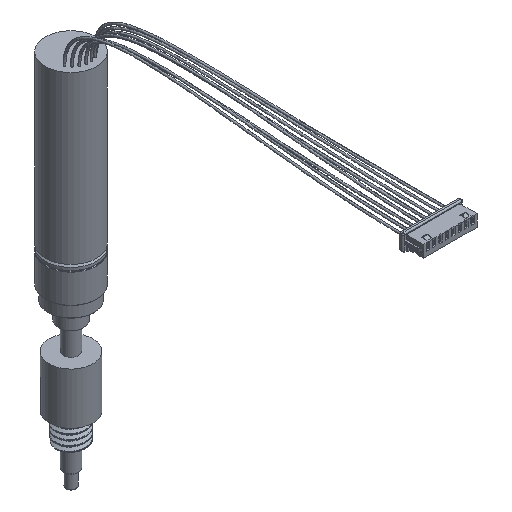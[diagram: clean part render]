
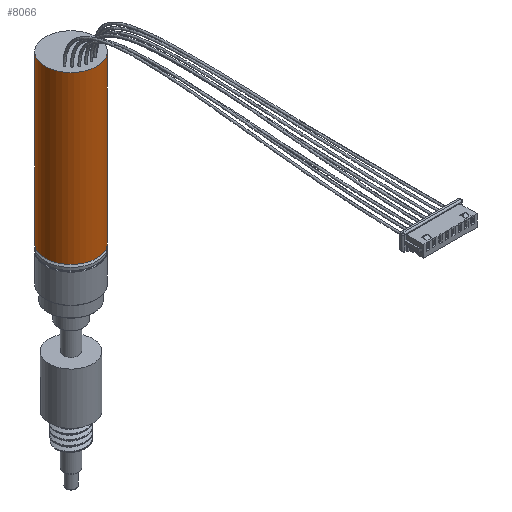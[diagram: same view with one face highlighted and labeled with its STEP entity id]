
A CAD part, isometric view. The second image highlights one B-rep face of the part: STEP entity #8066.
In plain terms, the highlighted cylindrical face has radius 5 mm (diameter 10 mm), a full revolution.
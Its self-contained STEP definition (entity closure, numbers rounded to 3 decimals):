
#2095=CYLINDRICAL_SURFACE('',#8526,5.);
#2143=FACE_BOUND('',#2691,.T.);
#2233=FACE_OUTER_BOUND('',#2690,.T.);
#2690=EDGE_LOOP('',(#5095));
#2691=EDGE_LOOP('',(#5096));
#3123=CIRCLE('',#8474,5.);
#3149=CIRCLE('',#8525,5.);
#3193=VERTEX_POINT('',#10970);
#3231=VERTEX_POINT('',#12907);
#3891=EDGE_CURVE('',#3193,#3193,#3123,.T.);
#3938=EDGE_CURVE('',#3231,#3231,#3149,.T.);
#5095=ORIENTED_EDGE('',*,*,#3891,.F.);
#5096=ORIENTED_EDGE('',*,*,#3938,.T.);
#8066=ADVANCED_FACE('',(#2233,#2143),#2095,.T.);
#8474=AXIS2_PLACEMENT_3D('',#10971,#8971,#8972);
#8525=AXIS2_PLACEMENT_3D('',#12908,#9073,#9074);
#8526=AXIS2_PLACEMENT_3D('',#12909,#9075,#9076);
#8971=DIRECTION('center_axis',(0.,0.,
1.));
#8972=DIRECTION('ref_axis',(-1.,0.,0.));
#9073=DIRECTION('center_axis',(0.,0.,
1.));
#9074=DIRECTION('ref_axis',(-1.,0.,0.));
#9075=DIRECTION('center_axis',(0.,0.,
1.));
#9076=DIRECTION('ref_axis',(-1.,0.,0.));
#10970=CARTESIAN_POINT('',(5.,0.,41.9));
#10971=CARTESIAN_POINT('Origin',(0.,0.,
41.9));
#12907=CARTESIAN_POINT('',(-5.,0.,9.5));
#12908=CARTESIAN_POINT('Origin',(0.,0.,
9.5));
#12909=CARTESIAN_POINT('Origin',(0.,0.,
9.5));
